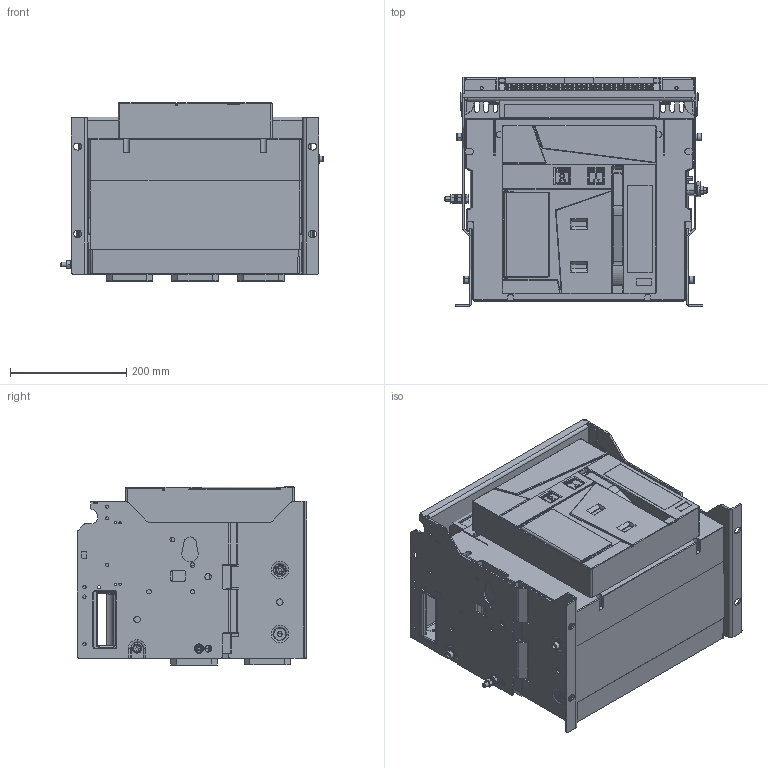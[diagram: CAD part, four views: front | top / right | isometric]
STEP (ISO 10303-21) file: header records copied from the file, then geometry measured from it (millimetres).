
FILE_DESCRIPTION (( 'STEP AP203' ), '1' );
FILE_NAME ('AR-ACB-3F(E,F) ACB ARMAT IEK.stp', '2023-11-30T07:53:22', ( '' ), ( '' ), 'SwSTEP 2.0', 'SolidWorks 2022', '' );
FILE_SCHEMA (( 'CONFIG_CONTROL_DESIGN' ));
Length unit declared in the file: millimetre
Products named in the file (2): AR-ACB-3F(E,F) ACB ARMAT IEK.stp; AR-ACB-3F(E,F) ACB ARMAT IEK
Assembly tree (1 placements, depth 2):
  AR-ACB-3F(E,F) ACB ARMAT IEK
    AR-ACB-3F(E,F) ACB ARMAT IEK.stp
Bounding box: 450.9 x 394.16 x 306.17 mm (x, y, z)
Volume: 34424628 mm3; surface area: 1872770.9 mm2
Topology: 28 solids, 37 shells, 3892 faces, 9846 edges, 6277 vertices
Faces by surface type: plane 1974, cylinder 1226, cone 332, bspline 166, torus 143, sphere 51
Entity records: 121519 total; most frequent: CARTESIAN_POINT 28038, ORIENTED_EDGE 19612, DIRECTION 19111, EDGE_CURVE 9806, AXIS2_PLACEMENT_3D 6617, VERTEX_POINT 6276, VECTOR 5877, LINE 5877
